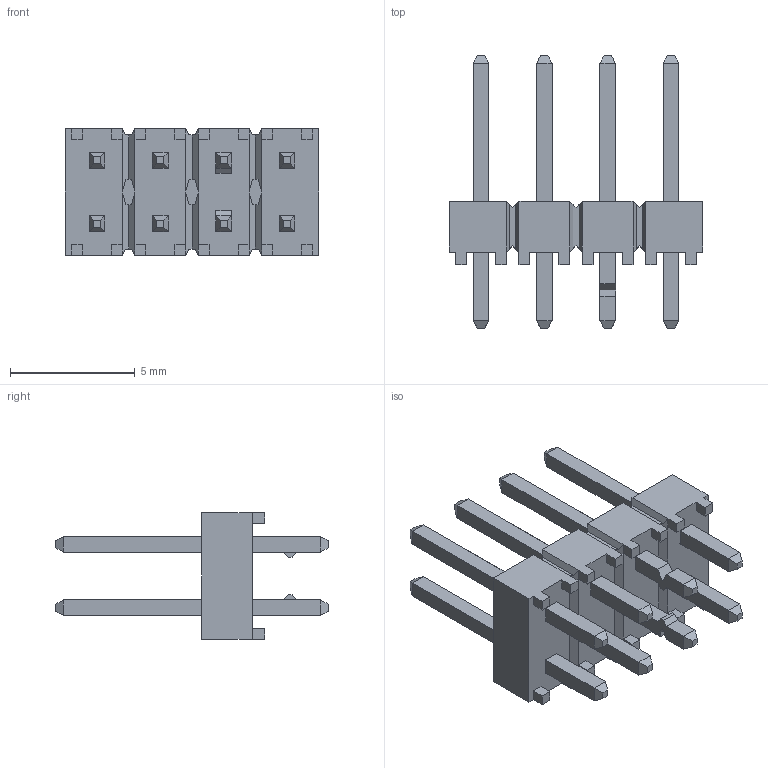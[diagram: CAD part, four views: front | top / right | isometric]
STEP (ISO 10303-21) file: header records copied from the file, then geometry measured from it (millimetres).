
FILE_DESCRIPTION( ( 'STEP AP214' ), '1' );
FILE_NAME( 'TSW-104-07-S-D-LL.stp', '2022-02-17T01:28:41', ( 'License CC BY-ND 4.0' ), ( 'CADENAS' ), ' ', 'PARTsolutions', ' ' );
FILE_SCHEMA( ( 'AUTOMOTIVE_DESIGN { 1 0 10303 214 1 1 1 1 }' ) );
Length unit declared in the file: inch
Products named in the file (3): TSW-104-07-S-D-LL; _TSW-104-07-S-D-LL_body; _T-1S6-07-TSW-1-07-4-D-LL
Assembly tree (2 placements, depth 2):
  TSW-104-07-S-D-LL
    _TSW-104-07-S-D-LL_body
    _T-1S6-07-TSW-1-07-4-D-LL
Bounding box: 10.16 x 10.92 x 5.08 mm (x, y, z)
Volume: 132.5 mm3; surface area: 506.9 mm2
Topology: 2 solids, 2 shells, 338 faces, 848 edges, 524 vertices
Faces by surface type: plane 338
Entity records: 12522 total; most frequent: CARTESIAN_POINT 1713, ORIENTED_EDGE 1696, DIRECTION 1530, EDGE_CURVE 848, LINE 848, VECTOR 848, VERTEX_POINT 524, EDGE_LOOP 370
